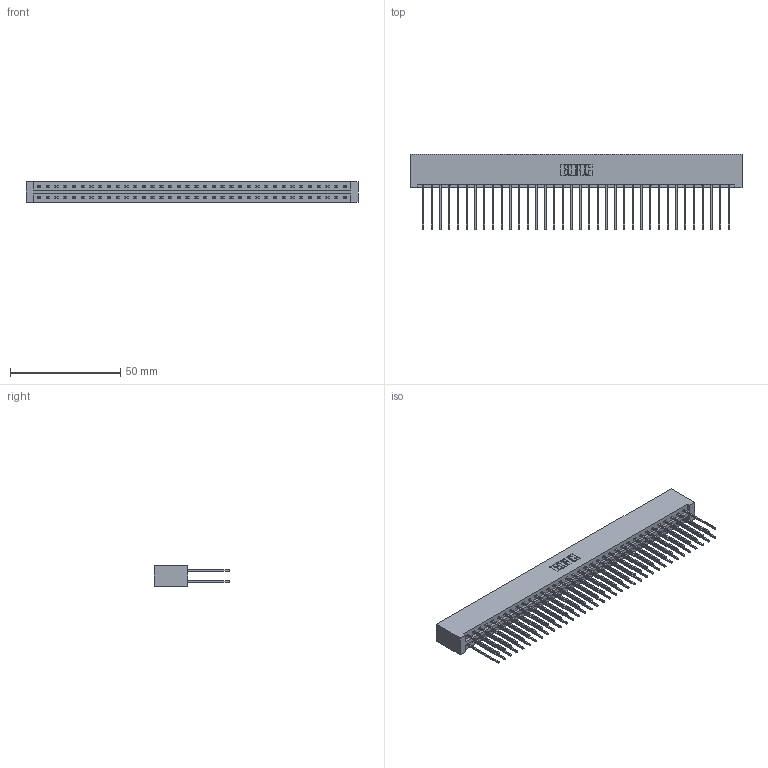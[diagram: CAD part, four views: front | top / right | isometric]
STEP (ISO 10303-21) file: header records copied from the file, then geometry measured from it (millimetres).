
FILE_DESCRIPTION (( 'STEP AP203' ), '1' );
FILE_NAME ('337-072-541-201.STEP', '2019-10-10T02:33:07', ( '' ), ( '' ), 'SwSTEP 2.0', 'SolidWorks 2016', '' );
FILE_SCHEMA (( 'CONFIG_CONTROL_DESIGN' ));
Length unit declared in the file: inch
Products named in the file (3): 337-072-541-201; 337 Part_No Mounting Lugs; 345-292-001_345-293-141
Assembly tree (73 placements, depth 2):
  337-072-541-201
    337 Part_No Mounting Lugs
    345-292-001_345-293-141  x72
Bounding box: 150.52 x 34.3 x 9.4 mm (x, y, z)
Volume: 16957 mm3; surface area: 21241.2 mm2
Topology: 73 solids, 73 shells, 3994 faces, 11879 edges, 7822 vertices
Faces by surface type: plane 2802, cylinder 1192
Entity records: 28429 total; most frequent: CARTESIAN_POINT 4794, ORIENTED_EDGE 4730, DIRECTION 4081, EDGE_CURVE 2365, VECTOR 2245, LINE 2245, VERTEX_POINT 1574, AXIS2_PLACEMENT_3D 918
